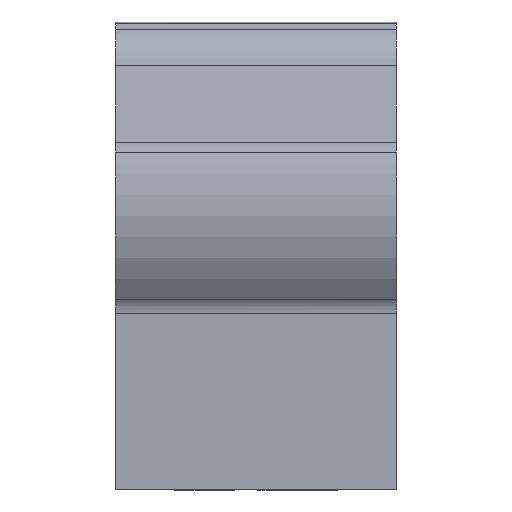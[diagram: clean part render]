
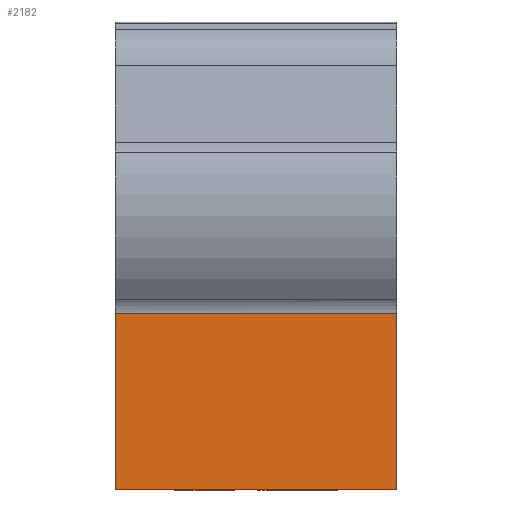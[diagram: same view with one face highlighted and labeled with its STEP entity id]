
A CAD part, left-side view. The second image highlights one B-rep face of the part: STEP entity #2182.
In plain terms, the highlighted free-form (B-spline) face has degree [1, 1] with [2, 2] control points.
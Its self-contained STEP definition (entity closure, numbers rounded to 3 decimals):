
#789 = VERTEX_POINT('',#790);
#790 = CARTESIAN_POINT('',(-19.963,32.654,
    -25.23));
#795 = EDGE_CURVE('',#796,#789,#798,.T.);
#796 = VERTEX_POINT('',#797);
#797 = CARTESIAN_POINT('',(-19.963,32.654,
    -4.754));
#798 = B_SPLINE_CURVE_WITH_KNOTS('',1,(#799,#800),.UNSPECIFIED.,.F.,.F.,
  (2,2),(0.754,16.681),.PIECEWISE_BEZIER_KNOTS.);
#799 = CARTESIAN_POINT('',(-19.963,32.654,
    -4.754));
#800 = CARTESIAN_POINT('',(-19.963,32.654,
    -25.23));
#1200 = VERTEX_POINT('',#1201);
#1201 = CARTESIAN_POINT('',(-19.963,0.,-4.754));
#1207 = EDGE_CURVE('',#1208,#1200,#1210,.T.);
#1208 = VERTEX_POINT('',#1209);
#1209 = CARTESIAN_POINT('',(-19.963,0.,-25.23));
#1210 = B_SPLINE_CURVE_WITH_KNOTS('',1,(#1211,#1212),.UNSPECIFIED.,.F.,
  .F.,(2,2),(-12.511,3.417),.PIECEWISE_BEZIER_KNOTS.);
#1211 = CARTESIAN_POINT('',(-19.963,0.,-25.23));
#1212 = CARTESIAN_POINT('',(-19.963,0.,-4.754));
#2170 = EDGE_CURVE('',#796,#1200,#2171,.T.);
#2171 = B_SPLINE_CURVE_WITH_KNOTS('',1,(#2172,#2173),.UNSPECIFIED.,.F.,
  .F.,(2,2),(0.,25.4),.PIECEWISE_BEZIER_KNOTS.);
#2172 = CARTESIAN_POINT('',(-19.963,32.654,
    -4.754));
#2173 = CARTESIAN_POINT('',(-19.963,0.,-4.754));
#2182 = ADVANCED_FACE('',(#2183),#2193,.T.);
#2183 = FACE_BOUND('',#2184,.T.);
#2184 = EDGE_LOOP('',(#2185,#2186,#2187,#2192));
#2185 = ORIENTED_EDGE('',*,*,#2170,.F.);
#2186 = ORIENTED_EDGE('',*,*,#795,.T.);
#2187 = ORIENTED_EDGE('',*,*,#2188,.T.);
#2188 = EDGE_CURVE('',#789,#1208,#2189,.T.);
#2189 = B_SPLINE_CURVE_WITH_KNOTS('',1,(#2190,#2191),.UNSPECIFIED.,.F.,
  .F.,(2,2),(0.,25.4),.PIECEWISE_BEZIER_KNOTS.);
#2190 = CARTESIAN_POINT('',(-19.963,32.654,
    -25.23));
#2191 = CARTESIAN_POINT('',(-19.963,0.,-25.23));
#2192 = ORIENTED_EDGE('',*,*,#1207,.T.);
#2193 = B_SPLINE_SURFACE_WITH_KNOTS('',1,1,(
    (#2194,#2195)
    ,(#2196,#2197
    )),.UNSPECIFIED.,.F.,.F.,.F.,(2,2),(2,2),(0.754,
    16.681),(0.,25.4),.PIECEWISE_BEZIER_KNOTS.);
#2194 = CARTESIAN_POINT('',(-19.963,32.654,
    -4.754));
#2195 = CARTESIAN_POINT('',(-19.963,0.,-4.754));
#2196 = CARTESIAN_POINT('',(-19.963,32.654,
    -25.23));
#2197 = CARTESIAN_POINT('',(-19.963,0.,-25.23));
